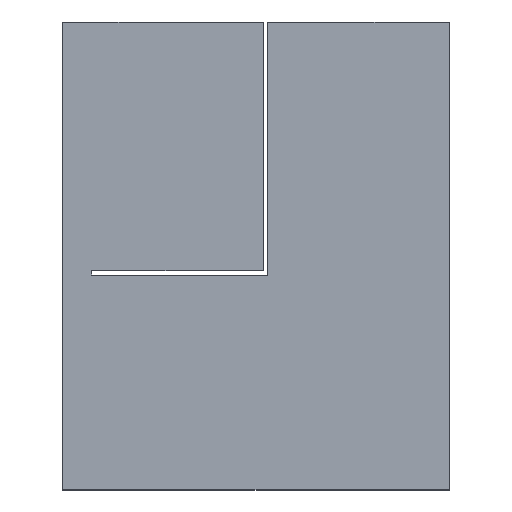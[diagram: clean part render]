
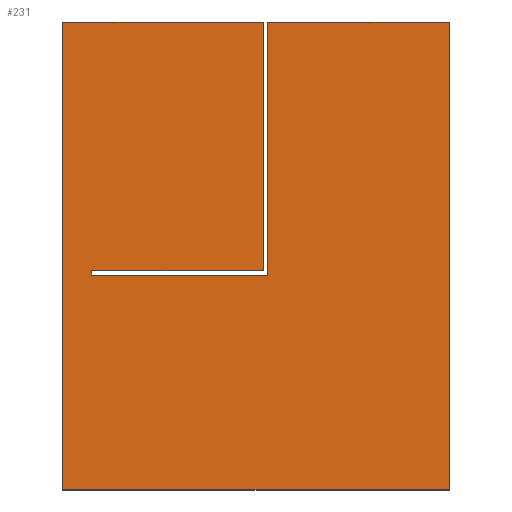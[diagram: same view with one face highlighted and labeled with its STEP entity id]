
A CAD part, top view. The second image highlights one B-rep face of the part: STEP entity #231.
In plain terms, the highlighted planar face has unit normal (0, 0, 1).
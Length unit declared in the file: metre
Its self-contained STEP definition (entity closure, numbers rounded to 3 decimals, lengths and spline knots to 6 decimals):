
#25=FACE_OUTER_BOUND('',#37,.T.);
#37=EDGE_LOOP('',(#189,#190,#191,#192,#193,#194,#195,#196,#197,#198));
#41=LINE('',#323,#71);
#44=LINE('',#329,#74);
#47=LINE('',#335,#77);
#50=LINE('',#341,#80);
#53=LINE('',#347,#83);
#56=LINE('',#353,#86);
#59=LINE('',#359,#89);
#62=LINE('',#365,#92);
#65=LINE('',#371,#95);
#68=LINE('',#375,#98);
#71=VECTOR('',#265,0.01);
#74=VECTOR('',#270,0.01);
#77=VECTOR('',#275,0.01);
#80=VECTOR('',#280,0.01);
#83=VECTOR('',#285,0.01);
#86=VECTOR('',#290,0.01);
#89=VECTOR('',#295,0.01);
#92=VECTOR('',#300,0.01);
#95=VECTOR('',#305,0.01);
#98=VECTOR('',#310,0.01);
#101=VERTEX_POINT('',#320);
#102=VERTEX_POINT('',#322);
#104=VERTEX_POINT('',#328);
#106=VERTEX_POINT('',#334);
#108=VERTEX_POINT('',#340);
#110=VERTEX_POINT('',#346);
#112=VERTEX_POINT('',#352);
#114=VERTEX_POINT('',#358);
#116=VERTEX_POINT('',#364);
#118=VERTEX_POINT('',#370);
#121=EDGE_CURVE('',#102,#101,#41,.T.);
#124=EDGE_CURVE('',#104,#102,#44,.T.);
#127=EDGE_CURVE('',#106,#104,#47,.T.);
#130=EDGE_CURVE('',#108,#106,#50,.T.);
#133=EDGE_CURVE('',#110,#108,#53,.T.);
#136=EDGE_CURVE('',#112,#110,#56,.T.);
#139=EDGE_CURVE('',#114,#112,#59,.T.);
#142=EDGE_CURVE('',#116,#114,#62,.T.);
#145=EDGE_CURVE('',#118,#116,#65,.T.);
#148=EDGE_CURVE('',#101,#118,#68,.T.);
#189=ORIENTED_EDGE('',*,*,#148,.T.);
#190=ORIENTED_EDGE('',*,*,#145,.T.);
#191=ORIENTED_EDGE('',*,*,#142,.T.);
#192=ORIENTED_EDGE('',*,*,#139,.T.);
#193=ORIENTED_EDGE('',*,*,#136,.T.);
#194=ORIENTED_EDGE('',*,*,#133,.T.);
#195=ORIENTED_EDGE('',*,*,#130,.T.);
#196=ORIENTED_EDGE('',*,*,#127,.T.);
#197=ORIENTED_EDGE('',*,*,#124,.T.);
#198=ORIENTED_EDGE('',*,*,#121,.T.);
#219=PLANE('',#257);
#231=ADVANCED_FACE('',(#25),#219,.T.);
#257=AXIS2_PLACEMENT_3D('',#376,#311,#312);
#265=DIRECTION('',(0.,1.,0.));
#270=DIRECTION('',(1.,0.,0.));
#275=DIRECTION('',(0.,1.,0.));
#280=DIRECTION('',(-1.,0.,0.));
#285=DIRECTION('',(0.,-1.,0.));
#290=DIRECTION('',(-1.,0.,0.));
#295=DIRECTION('',(0.,1.,0.));
#300=DIRECTION('',(1.,0.,0.));
#305=DIRECTION('',(0.,-1.,0.));
#310=DIRECTION('',(-1.,0.,0.));
#311=DIRECTION('center_axis',(0.,0.,1.));
#312=DIRECTION('ref_axis',(1.,0.,0.));
#320=CARTESIAN_POINT('',(4.5,10.5,2.54));
#322=CARTESIAN_POINT('',(4.5,4.92,2.54));
#323=CARTESIAN_POINT('',(4.5,10.5,2.54));
#328=CARTESIAN_POINT('',(0.648,4.92,2.54));
#329=CARTESIAN_POINT('',(4.5,4.92,2.54));
#334=CARTESIAN_POINT('',(0.648,4.82,2.54));
#335=CARTESIAN_POINT('',(0.648,4.92,2.54));
#340=CARTESIAN_POINT('',(4.6,4.82,2.54));
#341=CARTESIAN_POINT('',(0.648,4.82,2.54));
#346=CARTESIAN_POINT('',(4.6,10.5,2.54));
#347=CARTESIAN_POINT('',(4.6,4.82,2.54));
#352=CARTESIAN_POINT('',(8.67,10.5,2.54));
#353=CARTESIAN_POINT('',(8.67,10.5,2.54));
#358=CARTESIAN_POINT('',(8.67,0.,2.54));
#359=CARTESIAN_POINT('',(8.67,0.,2.54));
#364=CARTESIAN_POINT('',(0.,0.,2.54));
#365=CARTESIAN_POINT('',(0.,0.,2.54));
#370=CARTESIAN_POINT('',(0.,10.5,2.54));
#371=CARTESIAN_POINT('',(0.,10.5,2.54));
#375=CARTESIAN_POINT('',(8.67,10.5,2.54));
#376=CARTESIAN_POINT('Origin',(4.335,5.25,2.54));
